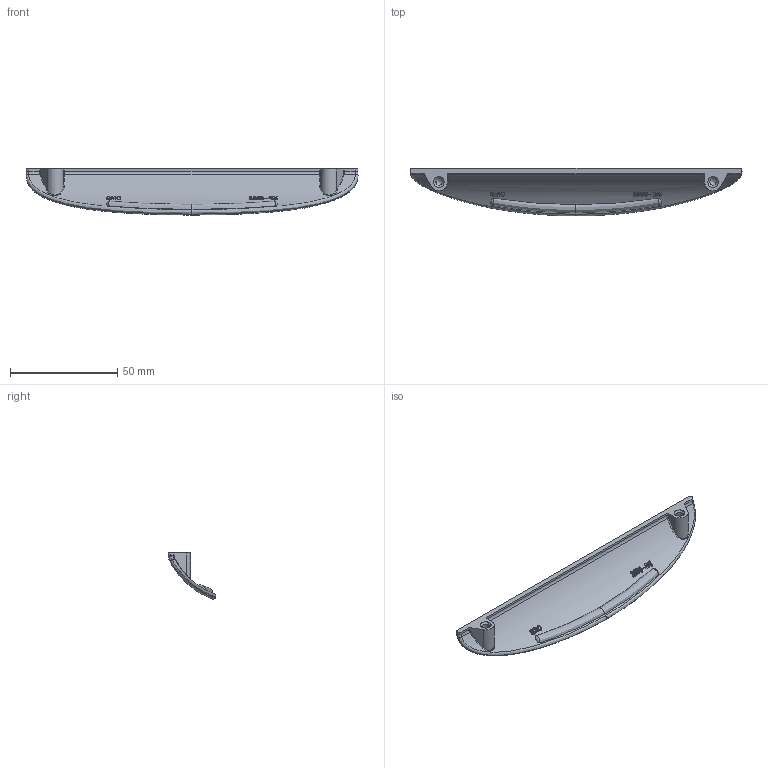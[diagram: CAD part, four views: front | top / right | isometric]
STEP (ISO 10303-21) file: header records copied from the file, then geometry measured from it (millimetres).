
FILE_DESCRIPTION(('Creo Elements/Direct Modeling STEP Export'),'2;1');
FILE_NAME('2668-155.stp','2024-12-10T14:32:10',(''),(''),'Creo Elements/Direct Modeling STEP processor for AP214 (Solid Model)','Creo Elements/Direct Modeling 20.0 12-Nov-2016 (C) Parametric Technology GmbH','');
FILE_SCHEMA(('AUTOMOTIVE_DESIGN { 1 0 10303 214 1 1 1 1 }'));
Length unit declared in the file: millimetre
Products named in the file (2): ZN-12482
Assembly tree (1 placements, depth 2):
  ZN-12482
    ZN-12482
Bounding box: 155 x 22.33 x 21.51 mm (x, y, z)
Volume: 10602.5 mm3; surface area: 8866.4 mm2
Topology: 1 solids, 1 shells, 672 faces, 1919 edges, 1268 vertices
Faces by surface type: plane 596, cylinder 42, bspline 20, cone 8, torus 4, extrusion 2
Entity records: 35365 total; most frequent: CARTESIAN_POINT 17007, DIRECTION 4194, ORIENTED_EDGE 3830, EDGE_CURVE 1915, AXIS2_PLACEMENT_3D 1715, VERTEX_POINT 1268, ELLIPSE 946, VECTOR 764
